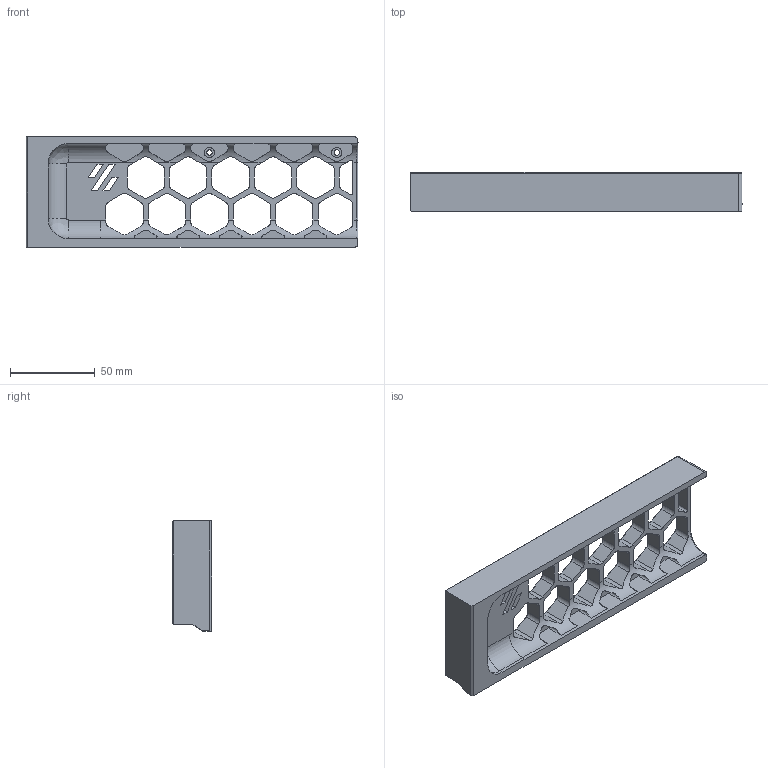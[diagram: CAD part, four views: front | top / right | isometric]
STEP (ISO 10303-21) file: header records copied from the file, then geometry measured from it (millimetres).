
FILE_DESCRIPTION(/* description */ (''),/* implementation_level */ '2;1');
FILE_NAME(/* name */ 'left_skirt_350mm.step',/* time_stamp */ '2024-07-18T07:46:16-05:00',/* author */ (''),/* organization */ (''),/* preprocessor_version */ 'ST-DEVELOPER v20',/* originating_system */ 'Autodesk Translation Framework v13.14.0.145',/* authorisation */ '');
FILE_SCHEMA (('AUTOMOTIVE_DESIGN { 1 0 10303 214 3 1 1 }'));
Length unit declared in the file: millimetre
Products named in the file (1): left
Bounding box: 195.5 x 23 x 65 mm (x, y, z)
Volume: 105429.3 mm3; surface area: 41034.7 mm2
Topology: 1 solids, 1 shells, 440 faces, 1279 edges, 831 vertices
Faces by surface type: plane 231, cylinder 131, cone 74, torus 2, bspline 2
Full cylindrical faces by diameter (mm): 3.2 x2, 6 x2
Entity records: 15147 total; most frequent: CARTESIAN_POINT 3277, ORIENTED_EDGE 2558, DIRECTION 2428, EDGE_CURVE 1279, LINE 870, VECTOR 870, VERTEX_POINT 831, AXIS2_PLACEMENT_3D 779
